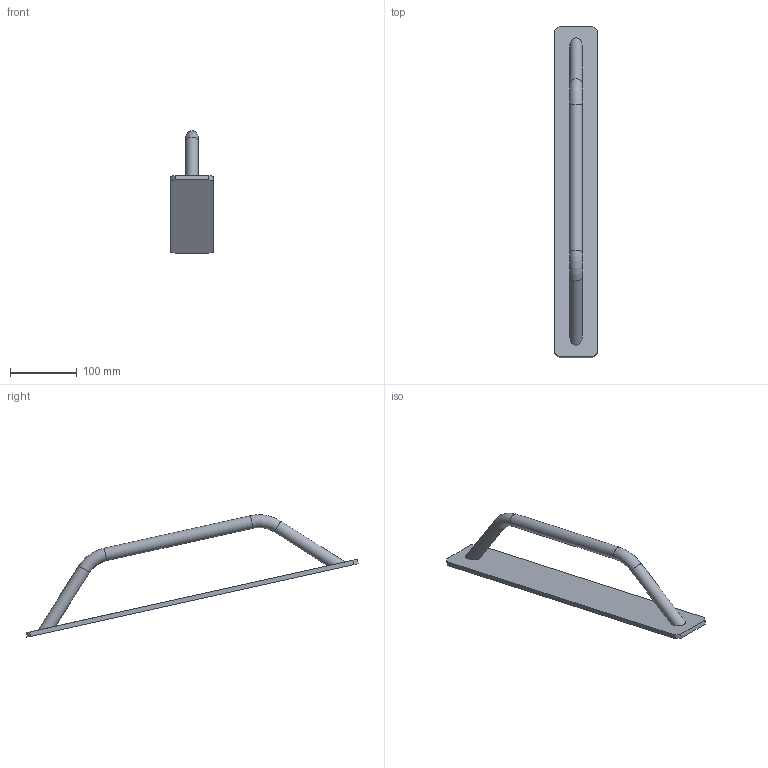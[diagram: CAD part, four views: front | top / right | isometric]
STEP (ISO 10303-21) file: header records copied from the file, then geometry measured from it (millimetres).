
FILE_DESCRIPTION(/* description */ ('STEP AP214'),/* implementation_level */ '2;1');
FILE_NAME(/* name */ '638e5f1af6d7ad4ea67d8089',/* time_stamp */ '2022-12-05T21:14:02+00:00',/* author */ (''),/* organization */ (''),/* preprocessor_version */ 'ST-DEVELOPER v18.102',/* originating_system */ ' ',/* authorisation */ ' ');
FILE_SCHEMA (('AUTOMOTIVE_DESIGN {1 0 10303 214 3 1 1}'));
Length unit declared in the file: metre
Products named in the file (1): Part 20
Bounding box: 63.5 x 497.42 x 183.3 mm (x, y, z)
Volume: 363023.9 mm3; surface area: 101890 mm2
Topology: 1 solids, 1 shells, 15 faces, 36 edges, 23 vertices
Faces by surface type: plane 10, cylinder 3, torus 2
Full cylindrical faces by diameter (mm): 19.05 x3
Entity records: 432 total; most frequent: DIRECTION 68, CARTESIAN_POINT 68, ORIENTED_EDGE 60, EDGE_CURVE 30, LINE 24, VECTOR 24, VERTEX_POINT 22, EDGE_LOOP 22
